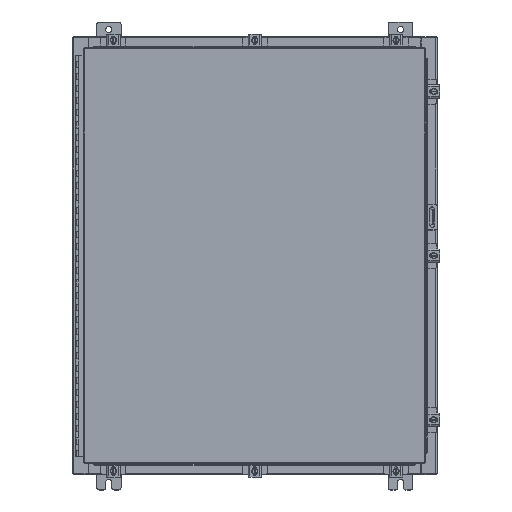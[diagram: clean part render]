
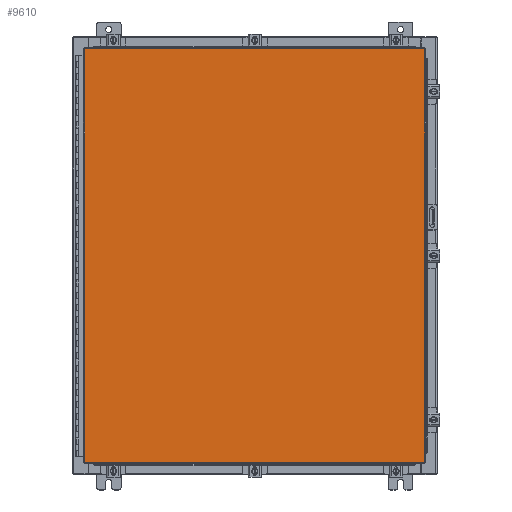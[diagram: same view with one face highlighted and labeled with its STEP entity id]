
A CAD part, top view. The second image highlights one B-rep face of the part: STEP entity #9610.
In plain terms, the highlighted planar face has unit normal (0, 0, 1).
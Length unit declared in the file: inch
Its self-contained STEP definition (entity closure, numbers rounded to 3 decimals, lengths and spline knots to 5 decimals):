
#1122 = FACE_OUTER_BOUND ( 'NONE', #36912, .T. ) ;
#2122 = CARTESIAN_POINT ( 'NONE',  ( 13.9903, 17.0063, 0. ) ) ;
#2943 = CARTESIAN_POINT ( 'NONE',  ( -13.9903, -17.0063, 0. ) ) ;
#4078 = ORIENTED_EDGE ( 'NONE', *, *, #27810, .T. ) ;
#4231 = VERTEX_POINT ( 'NONE', #2122 ) ;
#5194 = CARTESIAN_POINT ( 'NONE',  ( 13.9903, 17.0063, 0. ) ) ;
#5492 = VERTEX_POINT ( 'NONE', #2943 ) ;
#5563 = VECTOR ( 'NONE', #12158, 39.37008 ) ;
#6603 = LINE ( 'NONE', #15674, #5563 ) ;
#7136 = VERTEX_POINT ( 'NONE', #29835 ) ;
#7631 = VECTOR ( 'NONE', #8535, 39.37008 ) ;
#8535 = DIRECTION ( 'NONE',  ( -1., 0., 0. ) ) ;
#9520 = CARTESIAN_POINT ( 'NONE',  ( 13.9903, -17.0063, 0. ) ) ;
#9610 = ADVANCED_FACE ( 'NONE', ( #1122 ), #33238, .F. ) ;
#9729 = DIRECTION ( 'NONE',  ( -1., 0., 0. ) ) ;
#11095 = CARTESIAN_POINT ( 'NONE',  ( -13.9903, 17.0063, 0. ) ) ;
#11122 = ORIENTED_EDGE ( 'NONE', *, *, #21272, .T. ) ;
#12093 = DIRECTION ( 'NONE',  ( 0., -1., 0. ) ) ;
#12158 = DIRECTION ( 'NONE',  ( 1., 0., 0. ) ) ;
#12525 = AXIS2_PLACEMENT_3D ( 'NONE', #13093, #33097, #9729 ) ;
#13093 = CARTESIAN_POINT ( 'NONE',  ( 0., 0., 0. ) ) ;
#13432 = VERTEX_POINT ( 'NONE', #38699 ) ;
#15674 = CARTESIAN_POINT ( 'NONE',  ( -13.9903, -17.0063, 0. ) ) ;
#15948 = ORIENTED_EDGE ( 'NONE', *, *, #36824, .T. ) ;
#21272 = EDGE_CURVE ( 'NONE', #13432, #5492, #24659, .T. ) ;
#23834 = ORIENTED_EDGE ( 'NONE', *, *, #37957, .T. ) ;
#24659 = LINE ( 'NONE', #11095, #34586 ) ;
#27810 = EDGE_CURVE ( 'NONE', #7136, #4231, #30498, .T. ) ;
#29835 = CARTESIAN_POINT ( 'NONE',  ( 13.9903, -17.0063, 0. ) ) ;
#30498 = LINE ( 'NONE', #9520, #39415 ) ;
#32889 = DIRECTION ( 'NONE',  ( 0., 1., 0. ) ) ;
#33097 = DIRECTION ( 'NONE',  ( 0., 0., -1. ) ) ;
#33238 = PLANE ( 'NONE',  #12525 ) ;
#34259 = LINE ( 'NONE', #5194, #7631 ) ;
#34586 = VECTOR ( 'NONE', #12093, 39.37008 ) ;
#36824 = EDGE_CURVE ( 'NONE', #5492, #7136, #6603, .T. ) ;
#36912 = EDGE_LOOP ( 'NONE', ( #15948, #4078, #23834, #11122 ) ) ;
#37957 = EDGE_CURVE ( 'NONE', #4231, #13432, #34259, .T. ) ;
#38699 = CARTESIAN_POINT ( 'NONE',  ( -13.9903, 17.0063, 0. ) ) ;
#39415 = VECTOR ( 'NONE', #32889, 39.37008 ) ;
